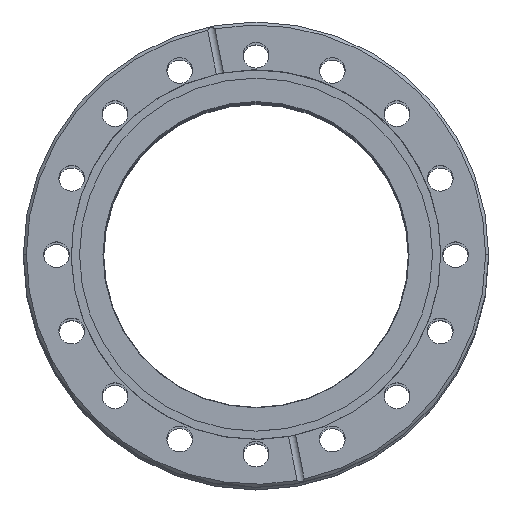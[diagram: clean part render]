
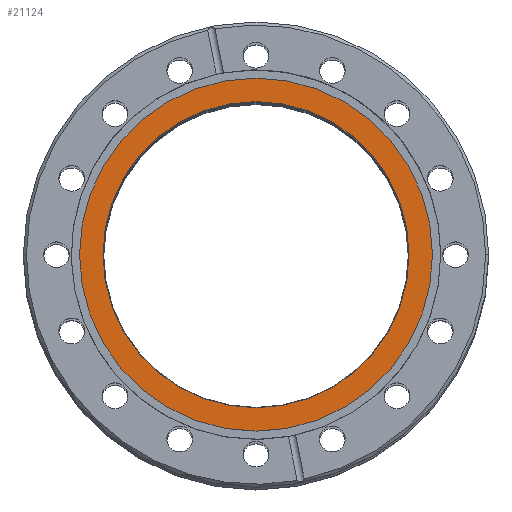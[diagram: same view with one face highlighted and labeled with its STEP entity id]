
A CAD part, top view. The second image highlights one B-rep face of the part: STEP entity #21124.
In plain terms, the highlighted planar face has unit normal (0, 0, 1).
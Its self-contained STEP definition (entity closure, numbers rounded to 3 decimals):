
#671 = ORIENTED_EDGE ( 'NONE', *, *, #3844, .F. ) ;
#672 = ORIENTED_EDGE ( 'NONE', *, *, #27861, .F. ) ;
#1224 = ORIENTED_EDGE ( 'NONE', *, *, #27347, .F. ) ;
#1234 = ORIENTED_EDGE ( 'NONE', *, *, #3841, .F. ) ;
#3841 = EDGE_CURVE ( 'NONE', #24815, #6306, #29655, .T. ) ;
#3844 = EDGE_CURVE ( 'NONE', #6309, #24778, #29653, .T. ) ;
#6214 = CARTESIAN_POINT ( 'NONE',  ( 0., 0., -1.2 ) ) ;
#6223 = DIRECTION ( 'NONE',  ( -1., 0., 0. ) ) ;
#6224 = DIRECTION ( 'NONE',  ( 0., 0., -1. ) ) ;
#6225 = PLANE ( 'NONE',  #12323 ) ;
#6306 = VERTEX_POINT ( 'NONE', #16345 ) ;
#6309 = VERTEX_POINT ( 'NONE', #16358 ) ;
#8970 = CARTESIAN_POINT ( 'NONE',  ( 0., 0., -1.2 ) ) ;
#9241 = DIRECTION ( 'NONE',  ( -1., 0., 0. ) ) ;
#9251 = DIRECTION ( 'NONE',  ( 0., 0., -1. ) ) ;
#9413 = CARTESIAN_POINT ( 'NONE',  ( 57.65, 0., -1.2 ) ) ;
#10533 = CARTESIAN_POINT ( 'NONE',  ( 50., 0., -1.2 ) ) ;
#10876 = AXIS2_PLACEMENT_3D ( 'NONE', #16738, #16739, #16740 ) ;
#11273 = AXIS2_PLACEMENT_3D ( 'NONE', #16747, #16748, #16749 ) ;
#12323 = AXIS2_PLACEMENT_3D ( 'NONE', #6214, #6224, #6223 ) ;
#15446 = AXIS2_PLACEMENT_3D ( 'NONE', #8970, #9251, #9241 ) ;
#16345 = CARTESIAN_POINT ( 'NONE',  ( -50., 0., -1.2 ) ) ;
#16358 = CARTESIAN_POINT ( 'NONE',  ( -57.65, 0., -1.2 ) ) ;
#16738 = CARTESIAN_POINT ( 'NONE',  ( 0., 0., -1.2 ) ) ;
#16739 = DIRECTION ( 'NONE',  ( 0., 0., 1. ) ) ;
#16740 = DIRECTION ( 'NONE',  ( 1., 0., 0. ) ) ;
#16747 = CARTESIAN_POINT ( 'NONE',  ( 0., 0., -1.2 ) ) ;
#16748 = DIRECTION ( 'NONE',  ( 0., 0., -1. ) ) ;
#16749 = DIRECTION ( 'NONE',  ( -1., 0., 0. ) ) ;
#20524 = CIRCLE ( 'NONE', #15446, 57.65 ) ;
#21124 = ADVANCED_FACE ( 'NONE', ( #28768, #28757 ), #6225, .F. ) ;
#21655 = CIRCLE ( 'NONE', #30044, 50. ) ;
#22689 = CARTESIAN_POINT ( 'NONE',  ( 0., 0., -1.2 ) ) ;
#22701 = DIRECTION ( 'NONE',  ( 1., 0., 0. ) ) ;
#22705 = DIRECTION ( 'NONE',  ( 0., 0., 1. ) ) ;
#24778 = VERTEX_POINT ( 'NONE', #9413 ) ;
#24815 = VERTEX_POINT ( 'NONE', #10533 ) ;
#25330 = EDGE_LOOP ( 'NONE', ( #671, #1224 ) ) ;
#25334 = EDGE_LOOP ( 'NONE', ( #1234, #672 ) ) ;
#27347 = EDGE_CURVE ( 'NONE', #24778, #6309, #20524, .T. ) ;
#27861 = EDGE_CURVE ( 'NONE', #6306, #24815, #21655, .T. ) ;
#28757 = FACE_OUTER_BOUND ( 'NONE', #25330, .T. ) ;
#28768 = FACE_BOUND ( 'NONE', #25334, .T. ) ;
#29653 = CIRCLE ( 'NONE', #11273, 57.65 ) ;
#29655 = CIRCLE ( 'NONE', #10876, 50. ) ;
#30044 = AXIS2_PLACEMENT_3D ( 'NONE', #22689, #22705, #22701 ) ;
